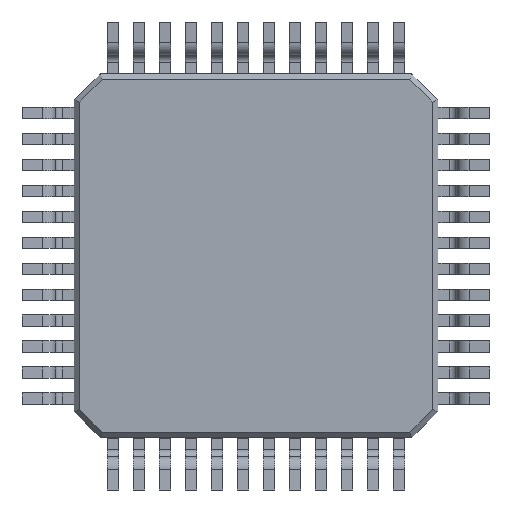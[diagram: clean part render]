
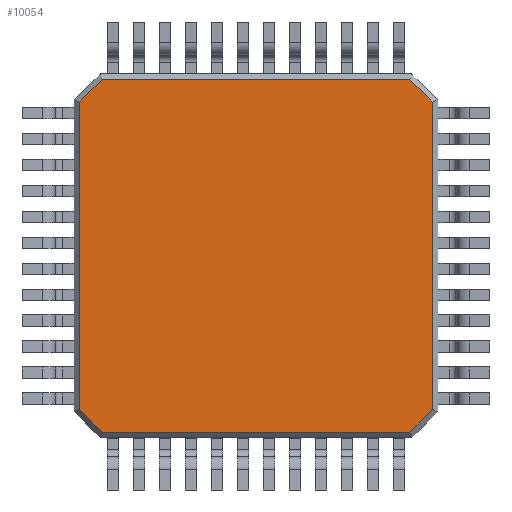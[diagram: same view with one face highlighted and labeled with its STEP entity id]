
A CAD part, front view. The second image highlights one B-rep face of the part: STEP entity #10054.
In plain terms, the highlighted planar face has unit normal (0, -1, 0).
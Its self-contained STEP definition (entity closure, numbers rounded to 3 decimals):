
#137=PLANE('',#10722);
#549=FACE_OUTER_BOUND('',#1154,.T.);
#1154=EDGE_LOOP('',(#6943,#6944,#6945,#6946,#6947,#6948,#6949,#6950));
#1766=LINE('',#14857,#2879);
#1769=LINE('',#14862,#2882);
#1771=LINE('',#14866,#2884);
#1773=LINE('',#14870,#2886);
#1775=LINE('',#14874,#2888);
#1779=LINE('',#14882,#2892);
#1782=LINE('',#14888,#2895);
#1785=LINE('',#14892,#2898);
#2879=VECTOR('',#11756,10.);
#2882=VECTOR('',#11761,10.);
#2884=VECTOR('',#11765,10.);
#2886=VECTOR('',#11769,10.);
#2888=VECTOR('',#11773,10.);
#2892=VECTOR('',#11779,10.);
#2895=VECTOR('',#11784,10.);
#2898=VECTOR('',#11789,10.);
#4367=VERTEX_POINT('',#14855);
#4368=VERTEX_POINT('',#14856);
#4369=VERTEX_POINT('',#14861);
#4370=VERTEX_POINT('',#14865);
#4371=VERTEX_POINT('',#14869);
#4372=VERTEX_POINT('',#14873);
#4375=VERTEX_POINT('',#14881);
#4377=VERTEX_POINT('',#14887);
#5374=EDGE_CURVE('',#4367,#4368,#1766,.T.);
#5377=EDGE_CURVE('',#4368,#4369,#1769,.T.);
#5379=EDGE_CURVE('',#4369,#4370,#1771,.T.);
#5381=EDGE_CURVE('',#4370,#4371,#1773,.T.);
#5383=EDGE_CURVE('',#4371,#4372,#1775,.T.);
#5387=EDGE_CURVE('',#4372,#4375,#1779,.T.);
#5390=EDGE_CURVE('',#4375,#4377,#1782,.T.);
#5393=EDGE_CURVE('',#4377,#4367,#1785,.T.);
#6943=ORIENTED_EDGE('',*,*,#5374,.F.);
#6944=ORIENTED_EDGE('',*,*,#5393,.F.);
#6945=ORIENTED_EDGE('',*,*,#5390,.F.);
#6946=ORIENTED_EDGE('',*,*,#5387,.F.);
#6947=ORIENTED_EDGE('',*,*,#5383,.F.);
#6948=ORIENTED_EDGE('',*,*,#5381,.F.);
#6949=ORIENTED_EDGE('',*,*,#5379,.F.);
#6950=ORIENTED_EDGE('',*,*,#5377,.F.);
#10054=ADVANCED_FACE('',(#549),#137,.T.);
#10722=AXIS2_PLACEMENT_3D('',#14899,#11799,#11800);
#11756=DIRECTION('',(1.,0.,0.));
#11761=DIRECTION('',(0.707,0.,-0.707));
#11765=DIRECTION('',(0.,0.,-1.));
#11769=DIRECTION('',(-0.707,0.,-0.707));
#11773=DIRECTION('',(-1.,0.,0.));
#11779=DIRECTION('',(-0.707,0.,0.707));
#11784=DIRECTION('',(0.,0.,1.));
#11789=DIRECTION('',(0.707,0.,0.707));
#11799=DIRECTION('center_axis',(0.,-1.,0.));
#11800=DIRECTION('ref_axis',(1.,0.,0.));
#14855=CARTESIAN_POINT('',(-2.959,0.02,3.4));
#14856=CARTESIAN_POINT('',(2.959,0.02,3.4));
#14857=CARTESIAN_POINT('',(1.75,0.02,3.4));
#14861=CARTESIAN_POINT('',(3.4,0.02,2.959));
#14862=CARTESIAN_POINT('',(3.179,0.02,3.179));
#14865=CARTESIAN_POINT('',(3.4,0.02,-2.959));
#14866=CARTESIAN_POINT('',(3.4,0.02,-1.75));
#14869=CARTESIAN_POINT('',(2.959,0.02,-3.4));
#14870=CARTESIAN_POINT('',(3.179,0.02,-3.179));
#14873=CARTESIAN_POINT('',(-2.959,0.02,-3.4));
#14874=CARTESIAN_POINT('',(-1.75,0.02,-3.4));
#14881=CARTESIAN_POINT('',(-3.4,0.02,-2.959));
#14882=CARTESIAN_POINT('',(-3.179,0.02,-3.179));
#14887=CARTESIAN_POINT('',(-3.4,0.02,2.959));
#14888=CARTESIAN_POINT('',(-3.4,0.02,1.75));
#14892=CARTESIAN_POINT('',(-3.179,0.02,3.179));
#14899=CARTESIAN_POINT('Origin',(0.,0.02,0.));
